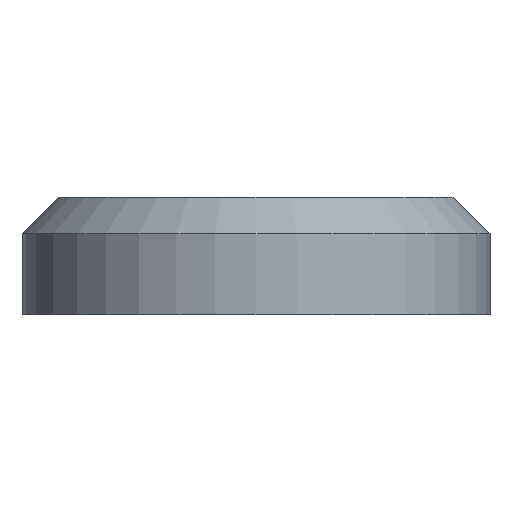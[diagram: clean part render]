
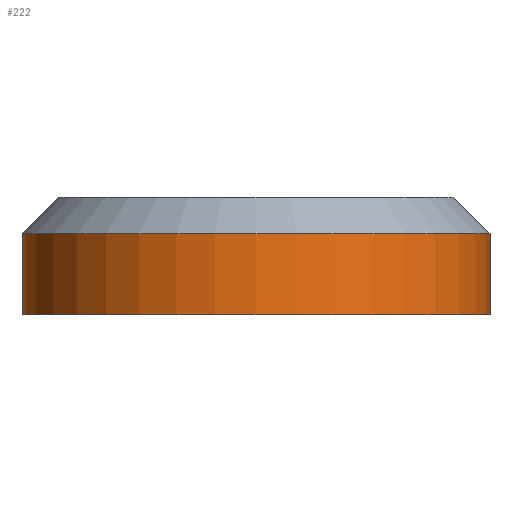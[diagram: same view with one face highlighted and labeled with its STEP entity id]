
A CAD part, front view. The second image highlights one B-rep face of the part: STEP entity #222.
In plain terms, the highlighted cylindrical face has radius 6.35 mm (diameter 12.7 mm), a partial arc.
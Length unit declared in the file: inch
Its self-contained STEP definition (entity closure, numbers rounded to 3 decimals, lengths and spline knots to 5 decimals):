
#27=CIRCLE('',#249,0.25);
#30=CIRCLE('',#257,0.25);
#34=CYLINDRICAL_SURFACE('',#256,0.25);
#45=FACE_OUTER_BOUND('',#60,.T.);
#60=EDGE_LOOP('',(#194,#195,#196,#197));
#68=LINE('',#331,#87);
#81=LINE('',#372,#100);
#87=VECTOR('',#266,0.3937);
#100=VECTOR('',#309,0.3937);
#103=VERTEX_POINT('',#324);
#106=VERTEX_POINT('',#329);
#116=VERTEX_POINT('',#357);
#119=VERTEX_POINT('',#371);
#124=EDGE_CURVE('',#103,#106,#68,.T.);
#141=EDGE_CURVE('',#103,#116,#27,.T.);
#144=EDGE_CURVE('',#116,#119,#81,.T.);
#148=EDGE_CURVE('',#119,#106,#30,.T.);
#194=ORIENTED_EDGE('',*,*,#141,.F.);
#195=ORIENTED_EDGE('',*,*,#124,.T.);
#196=ORIENTED_EDGE('',*,*,#148,.F.);
#197=ORIENTED_EDGE('',*,*,#144,.F.);
#222=ADVANCED_FACE('',(#45),#34,.T.);
#249=AXIS2_PLACEMENT_3D('',#364,#298,#299);
#256=AXIS2_PLACEMENT_3D('',#378,#316,#317);
#257=AXIS2_PLACEMENT_3D('',#379,#318,#319);
#266=DIRECTION('',(0.,0.,-1.));
#298=DIRECTION('center_axis',(0.,0.,1.));
#299=DIRECTION('ref_axis',(-1.,0.,0.));
#309=DIRECTION('',(0.,0.,-1.));
#316=DIRECTION('center_axis',(0.,0.,-1.));
#317=DIRECTION('ref_axis',(-1.,0.,0.));
#318=DIRECTION('center_axis',(0.,0.,-1.));
#319=DIRECTION('ref_axis',(-1.,0.,0.));
#324=CARTESIAN_POINT('',(-0.25,0.,-0.03937));
#329=CARTESIAN_POINT('',(-0.25,0.,-0.126));
#331=CARTESIAN_POINT('',(-0.25,0.,0.));
#357=CARTESIAN_POINT('',(0.25,0.,-0.03937));
#364=CARTESIAN_POINT('Origin',(0.,0.,-0.03937));
#371=CARTESIAN_POINT('',(0.25,0.,-0.126));
#372=CARTESIAN_POINT('',(0.25,0.,0.));
#378=CARTESIAN_POINT('Origin',(0.,0.,0.));
#379=CARTESIAN_POINT('Origin',(0.,0.,-0.126));
